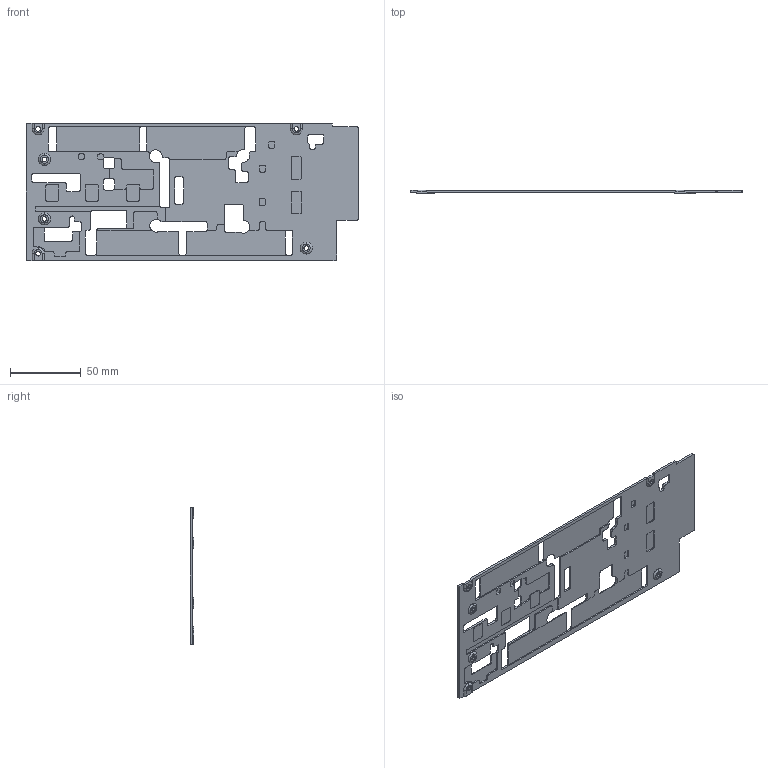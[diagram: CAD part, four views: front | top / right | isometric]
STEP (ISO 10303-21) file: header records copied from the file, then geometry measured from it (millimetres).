
FILE_DESCRIPTION (( 'STEP AP214' ), '1' );
FILE_NAME ('VCU1525Active_BackPlate.STEP', '2018-08-22T18:00:51', ( '' ), ( '' ), 'SwSTEP 2.0', 'SolidWorks 2016', '' );
FILE_SCHEMA (( 'AUTOMOTIVE_DESIGN' ));
Length unit declared in the file: millimetre
Products named in the file (1): VCU1525Active_BackPlate
Bounding box: 234 x 2.56 x 97 mm (x, y, z)
Volume: 23735.6 mm3; surface area: 41918.6 mm2
Topology: 1 solids, 1 shells, 414 faces, 1211 edges, 806 vertices
Faces by surface type: cylinder 200, plane 194, torus 20
Entity records: 14003 total; most frequent: DIRECTION 2507, CARTESIAN_POINT 2432, ORIENTED_EDGE 2422, EDGE_CURVE 1211, AXIS2_PLACEMENT_3D 881, VERTEX_POINT 806, VECTOR 745, LINE 745
